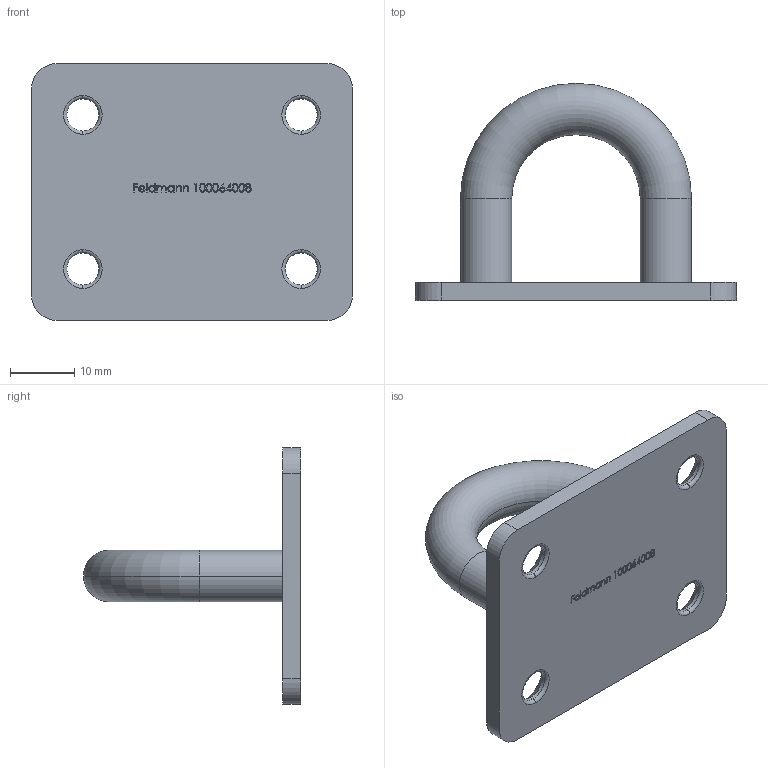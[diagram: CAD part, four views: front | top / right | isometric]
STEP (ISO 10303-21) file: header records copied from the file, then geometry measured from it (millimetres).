
FILE_DESCRIPTION (( 'STEP AP203' ), '1' );
FILE_NAME ('10006400X Konfig.STEP', '2017-10-28T11:06:22', ( '' ), ( '' ), 'SwSTEP 2.0', 'SolidWorks 2015', '' );
FILE_SCHEMA (( 'CONFIG_CONTROL_DESIGN' ));
Length unit declared in the file: millimetre
Products named in the file (1): 10006400X Konfig
Bounding box: 50 x 33.8 x 40 mm (x, y, z)
Volume: 8736.5 mm3; surface area: 6083.2 mm2
Topology: 1 solids, 1 shells, 264 faces, 679 edges, 446 vertices
Faces by surface type: bspline 119, plane 111, cylinder 16, torus 10, cone 8
Entity records: 15328 total; most frequent: CARTESIAN_POINT 9573, ORIENTED_EDGE 1358, DIRECTION 791, EDGE_CURVE 679, VERTEX_POINT 446, LINE 383, VECTOR 383, EDGE_LOOP 303
